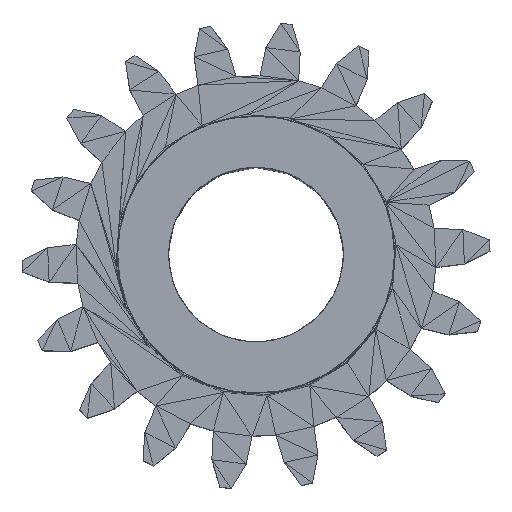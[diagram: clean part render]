
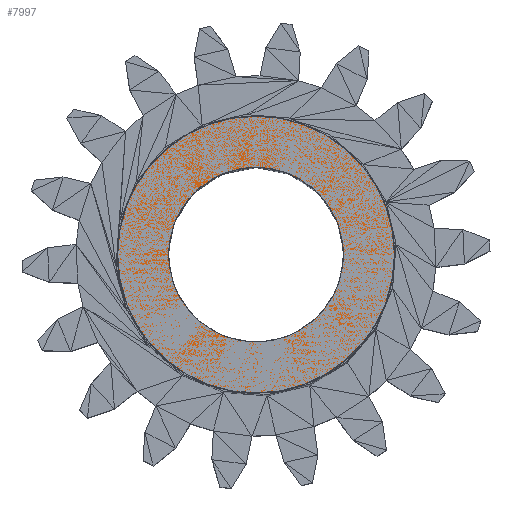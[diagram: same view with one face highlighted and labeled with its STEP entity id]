
A CAD part, top view. The second image highlights one B-rep face of the part: STEP entity #7997.
In plain terms, the highlighted planar face has unit normal (0, 0, 1).
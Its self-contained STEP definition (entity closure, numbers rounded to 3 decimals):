
#19=FACE_BOUND('',#1857,.T.);
#617=PLANE('',#8706);
#1234=FACE_OUTER_BOUND('',#1856,.T.);
#1856=EDGE_LOOP('',(#7343));
#1857=EDGE_LOOP('',(#7344));
#1939=CIRCLE('',#8707,3.128);
#1940=CIRCLE('',#8708,1.974);
#4259=VERTEX_POINT('',#13121);
#4260=VERTEX_POINT('',#13123);
#5288=EDGE_CURVE('',#4259,#4259,#1939,.T.);
#5289=EDGE_CURVE('',#4260,#4260,#1940,.T.);
#7343=ORIENTED_EDGE('',*,*,#5288,.F.);
#7344=ORIENTED_EDGE('',*,*,#5289,.F.);
#7997=ADVANCED_FACE('',(#1234,#19),#617,.T.);
#8706=AXIS2_PLACEMENT_3D('',#13120,#11045,#11046);
#8707=AXIS2_PLACEMENT_3D('',#13122,#11047,#11048);
#8708=AXIS2_PLACEMENT_3D('',#13124,#11049,#11050);
#11045=DIRECTION('center_axis',(0.,0.,1.));
#11046=DIRECTION('ref_axis',(-1.,0.,0.));
#11047=DIRECTION('center_axis',(0.,0.,-1.));
#11048=DIRECTION('ref_axis',(-1.,0.,0.));
#11049=DIRECTION('center_axis',(0.,0.,1.));
#11050=DIRECTION('ref_axis',(-1.,0.,0.));
#13120=CARTESIAN_POINT('Origin',(1.905,-0.528,-0.079));
#13121=CARTESIAN_POINT('',(5.033,-0.528,-0.079));
#13122=CARTESIAN_POINT('Origin',(1.905,-0.528,-0.079));
#13123=CARTESIAN_POINT('',(3.879,-0.528,-0.079));
#13124=CARTESIAN_POINT('Origin',(1.905,-0.528,-0.079));
